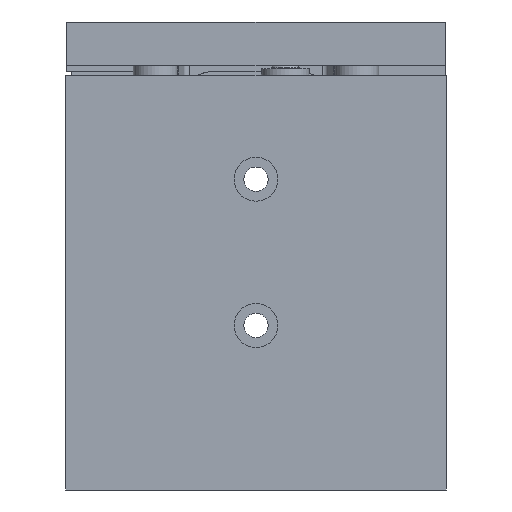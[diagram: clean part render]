
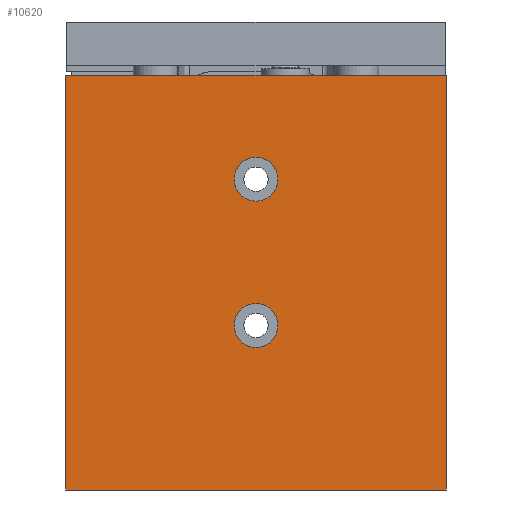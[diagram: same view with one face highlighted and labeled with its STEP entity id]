
A CAD part, front view. The second image highlights one B-rep face of the part: STEP entity #10620.
In plain terms, the highlighted planar face has unit normal (0, -1, 0).
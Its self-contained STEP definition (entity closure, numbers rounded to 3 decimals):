
#93=LINE('',#15502,#791);
#149=LINE('',#15632,#847);
#180=LINE('',#15735,#878);
#181=LINE('',#15741,#879);
#791=VECTOR('',#12429,1000.);
#847=VECTOR('',#12521,1000.);
#878=VECTOR('',#12608,1000.);
#879=VECTOR('',#12615,1000.);
#1483=PLANE('',#11255);
#1911=ORIENTED_EDGE('',*,*,#4494,.F.);
#1912=ORIENTED_EDGE('',*,*,#4495,.F.);
#1913=ORIENTED_EDGE('',*,*,#4374,.F.);
#1914=ORIENTED_EDGE('',*,*,#4493,.F.);
#1915=ORIENTED_EDGE('',*,*,#4440,.T.);
#1916=ORIENTED_EDGE('',*,*,#4496,.T.);
#4374=EDGE_CURVE('',#5679,#5680,#93,.T.);
#4440=EDGE_CURVE('',#5736,#5735,#149,.T.);
#4493=EDGE_CURVE('',#5736,#5679,#180,.T.);
#4494=EDGE_CURVE('',#5780,#5780,#6623,.T.);
#4495=EDGE_CURVE('',#5781,#5781,#6624,.T.);
#4496=EDGE_CURVE('',#5735,#5680,#181,.T.);
#5679=VERTEX_POINT('',#15501);
#5680=VERTEX_POINT('',#15503);
#5735=VERTEX_POINT('',#15631);
#5736=VERTEX_POINT('',#15633);
#5780=VERTEX_POINT('',#15738);
#5781=VERTEX_POINT('',#15740);
#6623=CIRCLE('',#11256,6.);
#6624=CIRCLE('',#11257,6.);
#7195=EDGE_LOOP('',(#1911));
#7196=EDGE_LOOP('',(#1912));
#7197=EDGE_LOOP('',(#1913,#1914,#1915,#1916));
#7979=FACE_BOUND('',#7195,.T.);
#7980=FACE_BOUND('',#7196,.T.);
#7981=FACE_BOUND('',#7197,.T.);
#10620=ADVANCED_FACE('',(#7979,#7980,#7981),#1483,.T.);
#11255=AXIS2_PLACEMENT_3D('',#15736,#12609,#12610);
#11256=AXIS2_PLACEMENT_3D('',#15737,#12611,#12612);
#11257=AXIS2_PLACEMENT_3D('',#15739,#12613,#12614);
#12429=DIRECTION('',(1.,0.,0.));
#12521=DIRECTION('',(1.,0.,0.));
#12608=DIRECTION('',(0.,0.,1.));
#12609=DIRECTION('',(0.,-1.,0.));
#12610=DIRECTION('',(0.,0.,-1.));
#12611=DIRECTION('',(0.,-1.,0.));
#12612=DIRECTION('',(0.,0.,-1.));
#12613=DIRECTION('',(0.,-1.,0.));
#12614=DIRECTION('',(0.,0.,-1.));
#12615=DIRECTION('',(0.,0.,1.));
#15501=CARTESIAN_POINT('',(-52.,0.,0.));
#15502=CARTESIAN_POINT('',(-52.,0.,0.));
#15503=CARTESIAN_POINT('',(52.,0.,0.));
#15631=CARTESIAN_POINT('',(52.,0.,-113.5));
#15632=CARTESIAN_POINT('',(-52.,0.,-113.5));
#15633=CARTESIAN_POINT('',(-52.,0.,-113.5));
#15735=CARTESIAN_POINT('',(-52.,0.,-113.5));
#15736=CARTESIAN_POINT('',(-52.,0.,-113.5));
#15737=CARTESIAN_POINT('',(0.,0.,-68.5));
#15738=CARTESIAN_POINT('',(0.,0.,-74.5));
#15739=CARTESIAN_POINT('',(0.,0.,-28.5));
#15740=CARTESIAN_POINT('',(0.,0.,-34.5));
#15741=CARTESIAN_POINT('',(52.,0.,-113.5));
